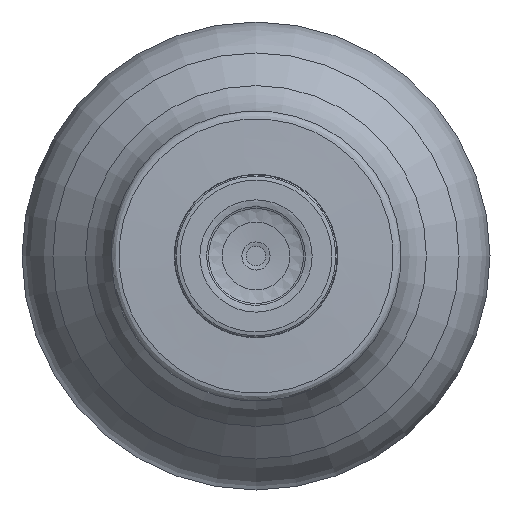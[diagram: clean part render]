
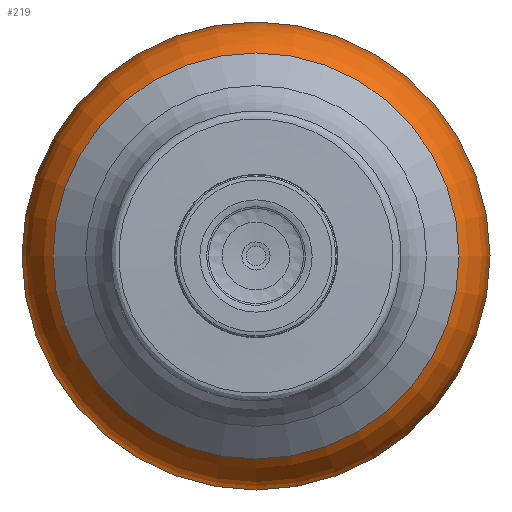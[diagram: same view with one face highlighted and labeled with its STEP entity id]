
A CAD part, left-side view. The second image highlights one B-rep face of the part: STEP entity #219.
In plain terms, the highlighted toroidal (fillet/blend) face has major radius 7.5 mm and minor radius 5 mm.
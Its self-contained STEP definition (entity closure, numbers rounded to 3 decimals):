
#120=TOROIDAL_SURFACE('',#588,7.5,5.);
#149=FACE_BOUND('',#286,.T.);
#150=FACE_BOUND('',#287,.T.);
#219=ADVANCED_FACE('',(#149,#150),#120,.T.);
#286=EDGE_LOOP('',(#372));
#287=EDGE_LOOP('',(#373));
#372=ORIENTED_EDGE('',*,*,#488,.T.);
#373=ORIENTED_EDGE('',*,*,#487,.F.);
#444=VERTEX_POINT('',#820);
#445=VERTEX_POINT('',#823);
#487=EDGE_CURVE('',#444,#444,#530,.T.);
#488=EDGE_CURVE('',#445,#445,#531,.T.);
#530=CIRCLE('',#585,12.5);
#531=CIRCLE('',#587,10.846);
#585=AXIS2_PLACEMENT_3D('',#819,#679,#680);
#587=AXIS2_PLACEMENT_3D('',#822,#683,#684);
#588=AXIS2_PLACEMENT_3D('',#824,#685,#686);
#679=DIRECTION('',(1.,0.,0.));
#680=DIRECTION('',(0.,0.,1.));
#683=DIRECTION('',(1.,0.,0.));
#684=DIRECTION('',(0.,0.,1.));
#685=DIRECTION('',(-1.,0.,0.));
#686=DIRECTION('',(0.,0.,1.));
#819=CARTESIAN_POINT('',(59.,0.,0.));
#820=CARTESIAN_POINT('',(59.,0.,12.5));
#822=CARTESIAN_POINT('',(55.285,0.,0.));
#823=CARTESIAN_POINT('',(55.285,0.,10.846));
#824=CARTESIAN_POINT('',(59.,0.,0.));
